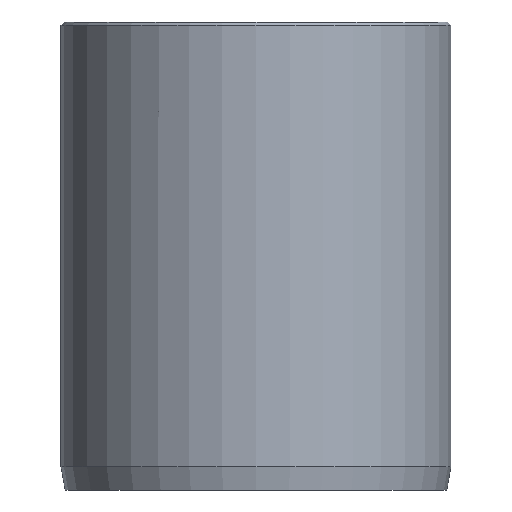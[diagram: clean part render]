
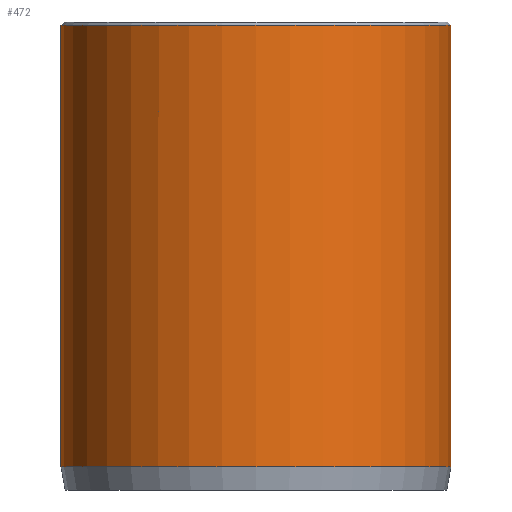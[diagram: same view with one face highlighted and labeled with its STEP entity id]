
A CAD part, front view. The second image highlights one B-rep face of the part: STEP entity #472.
In plain terms, the highlighted cylindrical face has radius 12.5 mm (diameter 25 mm), a partial arc.
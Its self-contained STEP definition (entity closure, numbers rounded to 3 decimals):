
#29 = CARTESIAN_POINT ( 'NONE',  ( 0., 0., 30. ) ) ;
#117 = DIRECTION ( 'NONE',  ( 0., 0., -1. ) ) ;
#141 = CARTESIAN_POINT ( 'NONE',  ( -12.5, 0., 30. ) ) ;
#181 = ORIENTED_EDGE ( 'NONE', *, *, #892, .T. ) ;
#215 = CARTESIAN_POINT ( 'NONE',  ( 12.5, 0., 1.5 ) ) ;
#218 = AXIS2_PLACEMENT_3D ( 'NONE', #29, #1220, #1023 ) ;
#293 = VERTEX_POINT ( 'NONE', #215 ) ;
#296 = CARTESIAN_POINT ( 'NONE',  ( 12.5, 0., 29.8 ) ) ;
#321 = DIRECTION ( 'NONE',  ( 0., 0., 1. ) ) ;
#351 = LINE ( 'NONE', #141, #1110 ) ;
#365 = LINE ( 'NONE', #634, #1095 ) ;
#385 = AXIS2_PLACEMENT_3D ( 'NONE', #921, #321, #1012 ) ;
#399 = ORIENTED_EDGE ( 'NONE', *, *, #823, .T. ) ;
#472 = ADVANCED_FACE ( 'NONE', ( #982 ), #895, .T. ) ;
#552 = EDGE_CURVE ( 'NONE', #619, #293, #365, .T. ) ;
#557 = VERTEX_POINT ( 'NONE', #637 ) ;
#619 = VERTEX_POINT ( 'NONE', #296 ) ;
#634 = CARTESIAN_POINT ( 'NONE',  ( 12.5, 0., 30. ) ) ;
#637 = CARTESIAN_POINT ( 'NONE',  ( -12.5, 0., 1.5 ) ) ;
#686 = ORIENTED_EDGE ( 'NONE', *, *, #552, .F. ) ;
#694 = EDGE_CURVE ( 'NONE', #619, #1114, #712, .T. ) ;
#712 = CIRCLE ( 'NONE', #878, 12.5 ) ;
#721 = CARTESIAN_POINT ( 'NONE',  ( 0., 0., 29.8 ) ) ;
#742 = EDGE_LOOP ( 'NONE', ( #686, #1099, #399, #181 ) ) ;
#760 = CARTESIAN_POINT ( 'NONE',  ( -12.5, 0., 29.8 ) ) ;
#820 = DIRECTION ( 'NONE',  ( 1., 0., 0. ) ) ;
#823 = EDGE_CURVE ( 'NONE', #1114, #557, #351, .T. ) ;
#836 = DIRECTION ( 'NONE',  ( 0., 0., -1. ) ) ;
#878 = AXIS2_PLACEMENT_3D ( 'NONE', #721, #117, #820 ) ;
#879 = CIRCLE ( 'NONE', #385, 12.5 ) ;
#892 = EDGE_CURVE ( 'NONE', #557, #293, #879, .T. ) ;
#895 = CYLINDRICAL_SURFACE ( 'NONE', #218, 12.5 ) ;
#921 = CARTESIAN_POINT ( 'NONE',  ( 0., 0., 1.5 ) ) ;
#982 = FACE_OUTER_BOUND ( 'NONE', #742, .T. ) ;
#996 = DIRECTION ( 'NONE',  ( 0., 0., -1. ) ) ;
#1012 = DIRECTION ( 'NONE',  ( 1., 0., 0. ) ) ;
#1023 = DIRECTION ( 'NONE',  ( -1., 0., 0. ) ) ;
#1095 = VECTOR ( 'NONE', #836, 1000. ) ;
#1099 = ORIENTED_EDGE ( 'NONE', *, *, #694, .T. ) ;
#1110 = VECTOR ( 'NONE', #996, 1000. ) ;
#1114 = VERTEX_POINT ( 'NONE', #760 ) ;
#1220 = DIRECTION ( 'NONE',  ( 0., 0., -1. ) ) ;
